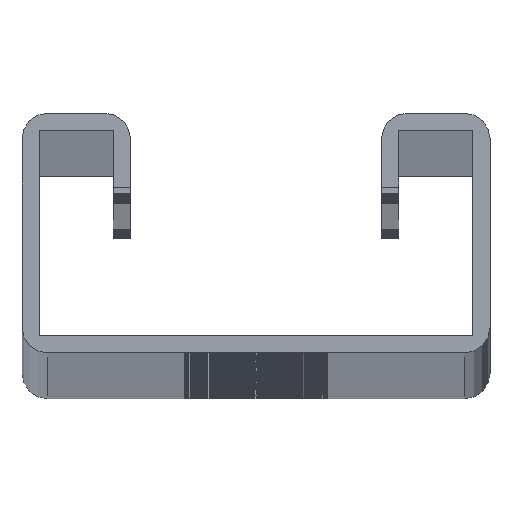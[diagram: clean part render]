
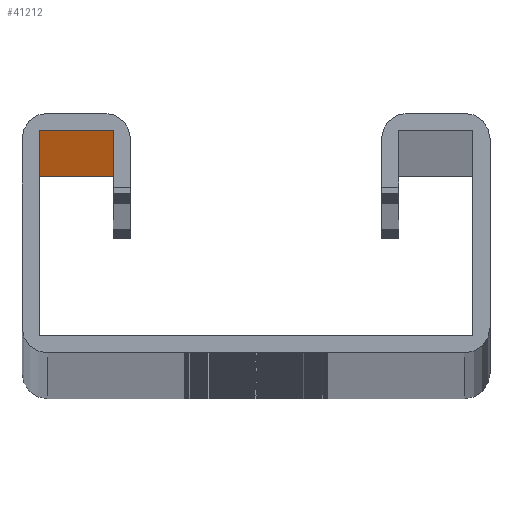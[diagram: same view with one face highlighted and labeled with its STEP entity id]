
A CAD part, top view. The second image highlights one B-rep face of the part: STEP entity #41212.
In plain terms, the highlighted planar face has unit normal (0, -1, 0).
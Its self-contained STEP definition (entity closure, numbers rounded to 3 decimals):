
#159 = DIRECTION ( 'NONE',  ( 0., 0., -1. ) ) ;
#1570 = VECTOR ( 'NONE', #159, 1000. ) ;
#2298 = DIRECTION ( 'NONE',  ( 1., 0., 0. ) ) ;
#5441 = ORIENTED_EDGE ( 'NONE', *, *, #41097, .T. ) ;
#6154 = VERTEX_POINT ( 'NONE', #42882 ) ;
#7713 = EDGE_LOOP ( 'NONE', ( #29099, #5441, #52958, #48457 ) ) ;
#11184 = VERTEX_POINT ( 'NONE', #42132 ) ;
#11388 = VECTOR ( 'NONE', #49178, 1000. ) ;
#13953 = CARTESIAN_POINT ( 'NONE',  ( -12.5, 19.5, -1150. ) ) ;
#18521 = FACE_OUTER_BOUND ( 'NONE', #7713, .T. ) ;
#22085 = CARTESIAN_POINT ( 'NONE',  ( -20.5, 19.5, -1150. ) ) ;
#24085 = VECTOR ( 'NONE', #2298, 1000. ) ;
#29046 = LINE ( 'NONE', #13953, #1570 ) ;
#29099 = ORIENTED_EDGE ( 'NONE', *, *, #31953, .F. ) ;
#29646 = VECTOR ( 'NONE', #46569, 1000. ) ;
#31366 = DIRECTION ( 'NONE',  ( 0., -1., 0. ) ) ;
#31953 = EDGE_CURVE ( 'NONE', #54824, #55492, #38330, .T. ) ;
#33460 = LINE ( 'NONE', #58273, #24085 ) ;
#35148 = LINE ( 'NONE', #49373, #11388 ) ;
#35188 = EDGE_CURVE ( 'NONE', #6154, #11184, #33460, .T. ) ;
#35498 = CARTESIAN_POINT ( 'NONE',  ( -12.5, 19.5, 0. ) ) ;
#38330 = LINE ( 'NONE', #41909, #29646 ) ;
#41097 = EDGE_CURVE ( 'NONE', #54824, #6154, #35148, .T. ) ;
#41212 = ADVANCED_FACE ( 'NONE', ( #18521 ), #49760, .T. ) ;
#41909 = CARTESIAN_POINT ( 'NONE',  ( 0., 19.5, 0. ) ) ;
#42132 = CARTESIAN_POINT ( 'NONE',  ( -12.5, 19.5, -2300. ) ) ;
#42882 = CARTESIAN_POINT ( 'NONE',  ( -19., 19.5, -2300. ) ) ;
#44786 = EDGE_CURVE ( 'NONE', #55492, #11184, #29046, .T. ) ;
#46569 = DIRECTION ( 'NONE',  ( 1., 0., 0. ) ) ;
#48457 = ORIENTED_EDGE ( 'NONE', *, *, #44786, .F. ) ;
#49178 = DIRECTION ( 'NONE',  ( 0., 0., -1. ) ) ;
#49373 = CARTESIAN_POINT ( 'NONE',  ( -19., 19.5, -1150. ) ) ;
#49760 = PLANE ( 'NONE',  #60011 ) ;
#52958 = ORIENTED_EDGE ( 'NONE', *, *, #35188, .T. ) ;
#54800 = CARTESIAN_POINT ( 'NONE',  ( -19., 19.5, 0. ) ) ;
#54824 = VERTEX_POINT ( 'NONE', #54800 ) ;
#55492 = VERTEX_POINT ( 'NONE', #35498 ) ;
#58273 = CARTESIAN_POINT ( 'NONE',  ( -20.5, 19.5, -2300. ) ) ;
#59315 = DIRECTION ( 'NONE',  ( 0., 0., -1. ) ) ;
#60011 = AXIS2_PLACEMENT_3D ( 'NONE', #22085, #31366, #59315 ) ;
